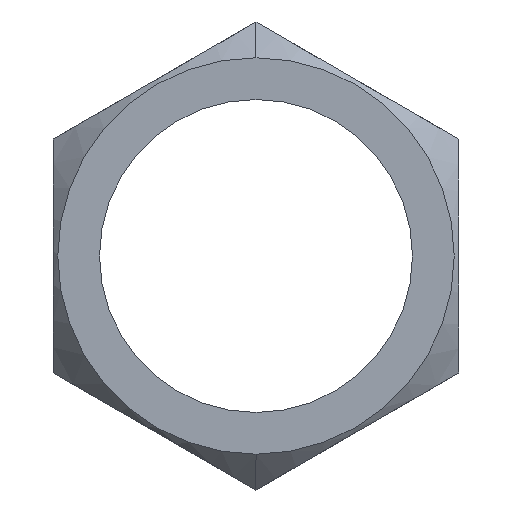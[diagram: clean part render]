
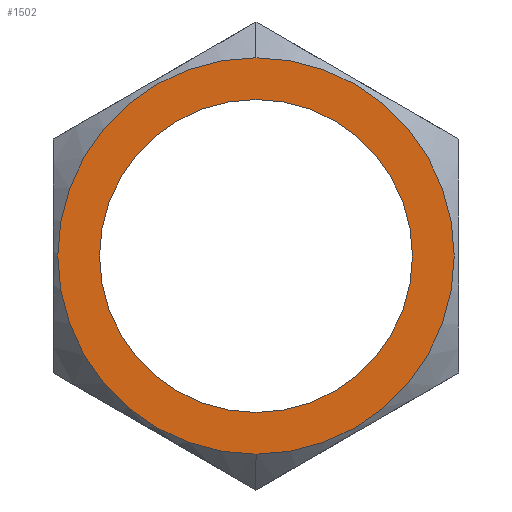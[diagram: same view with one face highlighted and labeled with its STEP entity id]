
A CAD part, left-side view. The second image highlights one B-rep face of the part: STEP entity #1502.
In plain terms, the highlighted planar face has unit normal (-1, 0, 0).
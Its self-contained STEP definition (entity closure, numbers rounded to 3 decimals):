
#13 = ORIENTED_EDGE ( 'NONE', *, *, #990, .T. ) ;
#266 = CIRCLE ( 'NONE', #3224, 26.25 ) ;
#303 = EDGE_LOOP ( 'NONE', ( #13, #2332 ) ) ;
#407 = CIRCLE ( 'NONE', #3788, 33.26 ) ;
#532 = DIRECTION ( 'NONE',  ( -1., 0., 0. ) ) ;
#557 = EDGE_CURVE ( 'NONE', #1356, #3845, #266, .T. ) ;
#800 = DIRECTION ( 'NONE',  ( 0., 0., -1. ) ) ;
#990 = EDGE_CURVE ( 'NONE', #2615, #1121, #3566, .T. ) ;
#1058 = CARTESIAN_POINT ( 'NONE',  ( -13.5, 0., 0. ) ) ;
#1121 = VERTEX_POINT ( 'NONE', #4233 ) ;
#1159 = CARTESIAN_POINT ( 'NONE',  ( -13.5, 0., 26.25 ) ) ;
#1258 = ORIENTED_EDGE ( 'NONE', *, *, #557, .T. ) ;
#1356 = VERTEX_POINT ( 'NONE', #3805 ) ;
#1502 = ADVANCED_FACE ( 'NONE', ( #3180, #3848 ), #1834, .F. ) ;
#1595 = AXIS2_PLACEMENT_3D ( 'NONE', #1058, #2988, #3664 ) ;
#1681 = ORIENTED_EDGE ( 'NONE', *, *, #2529, .T. ) ;
#1748 = EDGE_CURVE ( 'NONE', #1121, #2615, #407, .T. ) ;
#1770 = CARTESIAN_POINT ( 'NONE',  ( -13.5, 0., 0. ) ) ;
#1834 = PLANE ( 'NONE',  #3649 ) ;
#1871 = CIRCLE ( 'NONE', #4206, 26.25 ) ;
#1897 = DIRECTION ( 'NONE',  ( 0., 0., 1. ) ) ;
#2332 = ORIENTED_EDGE ( 'NONE', *, *, #1748, .T. ) ;
#2520 = CARTESIAN_POINT ( 'NONE',  ( -13.5, 0., 0. ) ) ;
#2529 = EDGE_CURVE ( 'NONE', #3845, #1356, #1871, .T. ) ;
#2615 = VERTEX_POINT ( 'NONE', #3270 ) ;
#2824 = DIRECTION ( 'NONE',  ( 1., 0., 0. ) ) ;
#2922 = DIRECTION ( 'NONE',  ( 1., 0., 0. ) ) ;
#2988 = DIRECTION ( 'NONE',  ( -1., 0., 0. ) ) ;
#3180 = FACE_BOUND ( 'NONE', #4128, .T. ) ;
#3224 = AXIS2_PLACEMENT_3D ( 'NONE', #2520, #3868, #3529 ) ;
#3270 = CARTESIAN_POINT ( 'NONE',  ( -13.5, 0., -33.26 ) ) ;
#3474 = CARTESIAN_POINT ( 'NONE',  ( -13.5, 0., 0. ) ) ;
#3529 = DIRECTION ( 'NONE',  ( 0., 0., -1. ) ) ;
#3566 = CIRCLE ( 'NONE', #1595, 33.26 ) ;
#3649 = AXIS2_PLACEMENT_3D ( 'NONE', #1770, #2922, #3935 ) ;
#3664 = DIRECTION ( 'NONE',  ( 0., 0., 1. ) ) ;
#3788 = AXIS2_PLACEMENT_3D ( 'NONE', #4329, #532, #1897 ) ;
#3805 = CARTESIAN_POINT ( 'NONE',  ( -13.5, 0., -26.25 ) ) ;
#3845 = VERTEX_POINT ( 'NONE', #1159 ) ;
#3848 = FACE_OUTER_BOUND ( 'NONE', #303, .T. ) ;
#3868 = DIRECTION ( 'NONE',  ( 1., 0., 0. ) ) ;
#3935 = DIRECTION ( 'NONE',  ( 0., 0., -1. ) ) ;
#4128 = EDGE_LOOP ( 'NONE', ( #1681, #1258 ) ) ;
#4206 = AXIS2_PLACEMENT_3D ( 'NONE', #3474, #2824, #800 ) ;
#4233 = CARTESIAN_POINT ( 'NONE',  ( -13.5, 0., 33.26 ) ) ;
#4329 = CARTESIAN_POINT ( 'NONE',  ( -13.5, 0., 0. ) ) ;
